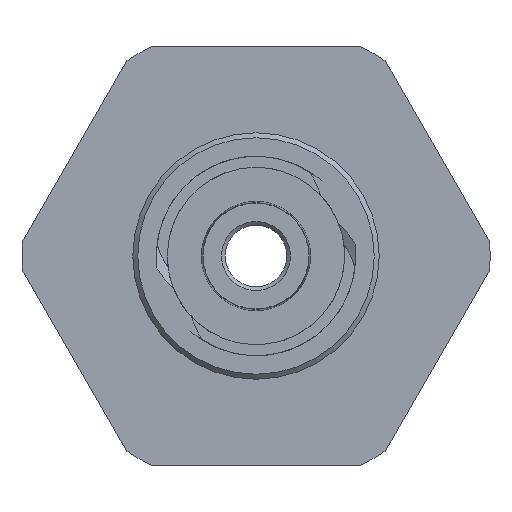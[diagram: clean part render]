
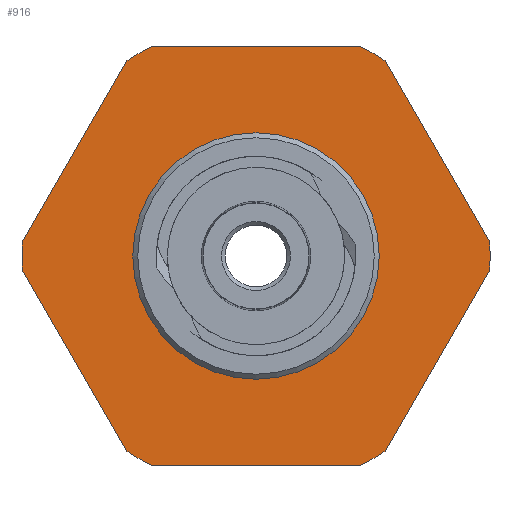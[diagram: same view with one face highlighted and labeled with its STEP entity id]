
A CAD part, left-side view. The second image highlights one B-rep face of the part: STEP entity #916.
In plain terms, the highlighted planar face has unit normal (-1, 0, 0).
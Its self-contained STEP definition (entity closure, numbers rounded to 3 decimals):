
#70=LINE('',#1353,#94);
#71=LINE('',#1354,#95);
#72=LINE('',#1355,#96);
#73=LINE('',#1356,#97);
#74=LINE('',#1357,#98);
#75=LINE('',#1358,#99);
#94=VECTOR('',#1145,1000.);
#95=VECTOR('',#1146,1000.);
#96=VECTOR('',#1147,1000.);
#97=VECTOR('',#1148,1000.);
#98=VECTOR('',#1149,1000.);
#99=VECTOR('',#1150,1000.);
#101=PLANE('',#996);
#182=ORIENTED_EDGE('',*,*,#346,.T.);
#183=ORIENTED_EDGE('',*,*,#347,.F.);
#184=ORIENTED_EDGE('',*,*,#330,.T.);
#185=ORIENTED_EDGE('',*,*,#348,.F.);
#186=ORIENTED_EDGE('',*,*,#336,.T.);
#187=ORIENTED_EDGE('',*,*,#349,.F.);
#188=ORIENTED_EDGE('',*,*,#339,.T.);
#189=ORIENTED_EDGE('',*,*,#350,.F.);
#190=ORIENTED_EDGE('',*,*,#342,.T.);
#191=ORIENTED_EDGE('',*,*,#351,.F.);
#192=ORIENTED_EDGE('',*,*,#345,.T.);
#193=ORIENTED_EDGE('',*,*,#352,.F.);
#194=ORIENTED_EDGE('',*,*,#332,.T.);
#330=EDGE_CURVE('',#414,#415,#474,.T.);
#332=EDGE_CURVE('',#417,#416,#475,.T.);
#336=EDGE_CURVE('',#418,#419,#476,.T.);
#339=EDGE_CURVE('',#420,#421,#477,.T.);
#342=EDGE_CURVE('',#422,#423,#478,.T.);
#345=EDGE_CURVE('',#424,#425,#479,.T.);
#346=EDGE_CURVE('',#426,#426,#480,.T.);
#347=EDGE_CURVE('',#414,#416,#70,.T.);
#348=EDGE_CURVE('',#418,#415,#71,.T.);
#349=EDGE_CURVE('',#420,#419,#72,.T.);
#350=EDGE_CURVE('',#422,#421,#73,.T.);
#351=EDGE_CURVE('',#424,#423,#74,.T.);
#352=EDGE_CURVE('',#417,#425,#75,.T.);
#414=VERTEX_POINT('',#1316);
#415=VERTEX_POINT('',#1318);
#416=VERTEX_POINT('',#1322);
#417=VERTEX_POINT('',#1324);
#418=VERTEX_POINT('',#1328);
#419=VERTEX_POINT('',#1330);
#420=VERTEX_POINT('',#1334);
#421=VERTEX_POINT('',#1336);
#422=VERTEX_POINT('',#1340);
#423=VERTEX_POINT('',#1342);
#424=VERTEX_POINT('',#1346);
#425=VERTEX_POINT('',#1348);
#426=VERTEX_POINT('',#1352);
#474=CIRCLE('',#985,9.5);
#475=CIRCLE('',#987,9.5);
#476=CIRCLE('',#989,9.5);
#477=CIRCLE('',#991,9.5);
#478=CIRCLE('',#993,9.5);
#479=CIRCLE('',#995,9.5);
#480=CIRCLE('',#997,2.703);
#523=EDGE_LOOP('',(#182));
#524=EDGE_LOOP('',(#183,#184,#185,#186,#187,#188,#189,#190,#191,#192,#193,
#194));
#599=FACE_BOUND('',#523,.T.);
#600=FACE_BOUND('',#524,.T.);
#916=ADVANCED_FACE('',(#599,#600),#101,.F.);
#985=AXIS2_PLACEMENT_3D('',#1319,#1109,#1110);
#987=AXIS2_PLACEMENT_3D('',#1323,#1114,#1115);
#989=AXIS2_PLACEMENT_3D('',#1331,#1121,#1122);
#991=AXIS2_PLACEMENT_3D('',#1337,#1127,#1128);
#993=AXIS2_PLACEMENT_3D('',#1343,#1133,#1134);
#995=AXIS2_PLACEMENT_3D('',#1349,#1139,#1140);
#996=AXIS2_PLACEMENT_3D('',#1350,#1141,#1142);
#997=AXIS2_PLACEMENT_3D('',#1351,#1143,#1144);
#1109=DIRECTION('',(-1.,0.,0.));
#1110=DIRECTION('',(0.,0.,1.));
#1114=DIRECTION('',(-1.,0.,0.));
#1115=DIRECTION('',(0.,0.,1.));
#1121=DIRECTION('',(-1.,0.,0.));
#1122=DIRECTION('',(0.,0.,1.));
#1127=DIRECTION('',(-1.,0.,0.));
#1128=DIRECTION('',(0.,0.,1.));
#1133=DIRECTION('',(-1.,0.,0.));
#1134=DIRECTION('',(0.,0.,1.));
#1139=DIRECTION('',(-1.,0.,0.));
#1140=DIRECTION('',(0.,0.,1.));
#1141=DIRECTION('',(1.,0.,0.));
#1142=DIRECTION('',(0.,0.,-1.));
#1143=DIRECTION('',(1.,0.,0.));
#1144=DIRECTION('',(0.,0.,-1.));
#1145=DIRECTION('',(0.,-1.,0.));
#1146=DIRECTION('',(0.,-0.5,0.866));
#1147=DIRECTION('',(0.,0.5,0.866));
#1148=DIRECTION('',(0.,1.,0.));
#1149=DIRECTION('',(0.,0.5,-0.866));
#1150=DIRECTION('',(0.,-0.5,-0.866));
#1316=CARTESIAN_POINT('',(-22.1,4.243,8.5));
#1318=CARTESIAN_POINT('',(-22.1,5.24,7.924));
#1319=CARTESIAN_POINT('',(-22.1,0.,0.));
#1322=CARTESIAN_POINT('',(-22.1,-4.243,8.5));
#1323=CARTESIAN_POINT('',(-22.1,0.,0.));
#1324=CARTESIAN_POINT('',(-22.1,-5.24,7.924));
#1328=CARTESIAN_POINT('',(-22.1,9.483,0.576));
#1330=CARTESIAN_POINT('',(-22.1,9.483,-0.576));
#1331=CARTESIAN_POINT('',(-22.1,0.,0.));
#1334=CARTESIAN_POINT('',(-22.1,5.24,-7.924));
#1336=CARTESIAN_POINT('',(-22.1,4.243,-8.5));
#1337=CARTESIAN_POINT('',(-22.1,0.,0.));
#1340=CARTESIAN_POINT('',(-22.1,-4.243,-8.5));
#1342=CARTESIAN_POINT('',(-22.1,-5.24,-7.924));
#1343=CARTESIAN_POINT('',(-22.1,0.,0.));
#1346=CARTESIAN_POINT('',(-22.1,-9.483,-0.576));
#1348=CARTESIAN_POINT('',(-22.1,-9.483,0.576));
#1349=CARTESIAN_POINT('',(-22.1,0.,0.));
#1350=CARTESIAN_POINT('',(-22.1,0.,9.5));
#1351=CARTESIAN_POINT('',(-22.1,0.,0.));
#1352=CARTESIAN_POINT('',(-22.1,0.,-2.703));
#1353=CARTESIAN_POINT('',(-22.1,0.,8.5));
#1354=CARTESIAN_POINT('',(-22.1,3.248,11.375));
#1355=CARTESIAN_POINT('',(-22.1,11.475,2.875));
#1356=CARTESIAN_POINT('',(-22.1,0.,-8.5));
#1357=CARTESIAN_POINT('',(-22.1,-11.475,2.875));
#1358=CARTESIAN_POINT('',(-22.1,-3.248,11.375));
